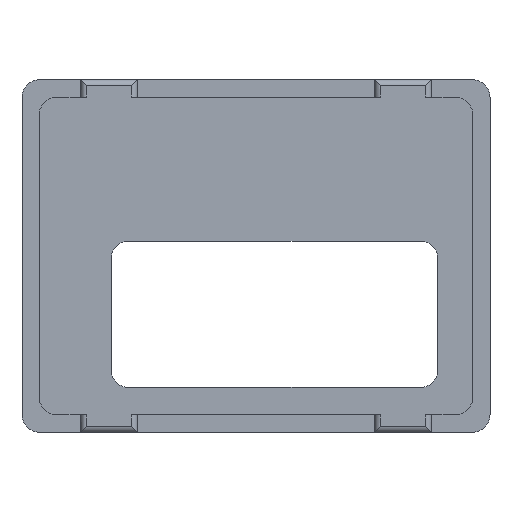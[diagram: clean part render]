
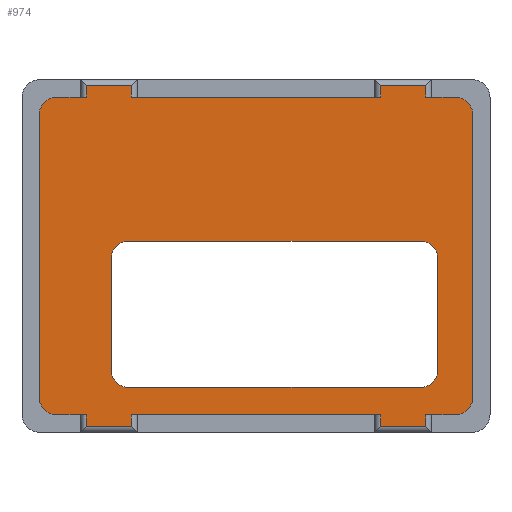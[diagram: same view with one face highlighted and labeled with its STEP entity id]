
A CAD part, top view. The second image highlights one B-rep face of the part: STEP entity #974.
In plain terms, the highlighted planar face has unit normal (0, 0, 1).
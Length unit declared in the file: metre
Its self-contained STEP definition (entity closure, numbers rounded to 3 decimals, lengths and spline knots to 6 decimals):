
#44=CIRCLE('',#1042,0.003);
#45=CIRCLE('',#1043,0.003);
#46=CIRCLE('',#1044,0.003);
#47=CIRCLE('',#1045,0.003);
#48=CIRCLE('',#1046,0.003);
#49=CIRCLE('',#1047,0.003);
#50=CIRCLE('',#1048,0.003);
#51=CIRCLE('',#1049,0.003);
#76=ORIENTED_EDGE('',*,*,#372,.T.);
#77=ORIENTED_EDGE('',*,*,#373,.T.);
#78=ORIENTED_EDGE('',*,*,#374,.T.);
#79=ORIENTED_EDGE('',*,*,#375,.T.);
#80=ORIENTED_EDGE('',*,*,#376,.T.);
#81=ORIENTED_EDGE('',*,*,#377,.T.);
#82=ORIENTED_EDGE('',*,*,#378,.T.);
#83=ORIENTED_EDGE('',*,*,#379,.T.);
#84=ORIENTED_EDGE('',*,*,#380,.T.);
#85=ORIENTED_EDGE('',*,*,#381,.T.);
#86=ORIENTED_EDGE('',*,*,#382,.T.);
#87=ORIENTED_EDGE('',*,*,#383,.T.);
#88=ORIENTED_EDGE('',*,*,#384,.F.);
#89=ORIENTED_EDGE('',*,*,#385,.T.);
#90=ORIENTED_EDGE('',*,*,#386,.T.);
#91=ORIENTED_EDGE('',*,*,#387,.T.);
#92=ORIENTED_EDGE('',*,*,#388,.F.);
#93=ORIENTED_EDGE('',*,*,#389,.T.);
#94=ORIENTED_EDGE('',*,*,#390,.T.);
#95=ORIENTED_EDGE('',*,*,#391,.T.);
#96=ORIENTED_EDGE('',*,*,#392,.F.);
#97=ORIENTED_EDGE('',*,*,#393,.T.);
#98=ORIENTED_EDGE('',*,*,#394,.F.);
#99=ORIENTED_EDGE('',*,*,#395,.T.);
#100=ORIENTED_EDGE('',*,*,#396,.F.);
#101=ORIENTED_EDGE('',*,*,#397,.T.);
#102=ORIENTED_EDGE('',*,*,#398,.T.);
#103=ORIENTED_EDGE('',*,*,#399,.T.);
#104=ORIENTED_EDGE('',*,*,#400,.T.);
#105=ORIENTED_EDGE('',*,*,#401,.T.);
#106=ORIENTED_EDGE('',*,*,#402,.F.);
#107=ORIENTED_EDGE('',*,*,#403,.T.);
#372=EDGE_CURVE('',#520,#521,#616,.T.);
#373=EDGE_CURVE('',#521,#522,#617,.T.);
#374=EDGE_CURVE('',#522,#523,#618,.T.);
#375=EDGE_CURVE('',#523,#524,#619,.F.);
#376=EDGE_CURVE('',#524,#525,#620,.T.);
#377=EDGE_CURVE('',#525,#526,#621,.T.);
#378=EDGE_CURVE('',#526,#527,#622,.T.);
#379=EDGE_CURVE('',#527,#528,#623,.F.);
#380=EDGE_CURVE('',#528,#529,#624,.T.);
#381=EDGE_CURVE('',#529,#530,#44,.F.);
#382=EDGE_CURVE('',#530,#531,#625,.T.);
#383=EDGE_CURVE('',#531,#532,#45,.F.);
#384=EDGE_CURVE('',#533,#532,#626,.T.);
#385=EDGE_CURVE('',#533,#534,#627,.T.);
#386=EDGE_CURVE('',#534,#535,#628,.F.);
#387=EDGE_CURVE('',#535,#536,#629,.F.);
#388=EDGE_CURVE('',#537,#536,#630,.T.);
#389=EDGE_CURVE('',#537,#538,#631,.T.);
#390=EDGE_CURVE('',#538,#539,#632,.F.);
#391=EDGE_CURVE('',#539,#540,#633,.F.);
#392=EDGE_CURVE('',#541,#540,#634,.T.);
#393=EDGE_CURVE('',#541,#542,#46,.F.);
#394=EDGE_CURVE('',#543,#542,#635,.T.);
#395=EDGE_CURVE('',#543,#520,#47,.F.);
#396=EDGE_CURVE('',#544,#545,#636,.T.);
#397=EDGE_CURVE('',#544,#546,#48,.T.);
#398=EDGE_CURVE('',#546,#547,#637,.T.);
#399=EDGE_CURVE('',#547,#548,#49,.T.);
#400=EDGE_CURVE('',#548,#549,#638,.T.);
#401=EDGE_CURVE('',#549,#550,#50,.T.);
#402=EDGE_CURVE('',#551,#550,#639,.T.);
#403=EDGE_CURVE('',#551,#545,#51,.T.);
#520=VERTEX_POINT('',#1436);
#521=VERTEX_POINT('',#1437);
#522=VERTEX_POINT('',#1439);
#523=VERTEX_POINT('',#1441);
#524=VERTEX_POINT('',#1443);
#525=VERTEX_POINT('',#1445);
#526=VERTEX_POINT('',#1447);
#527=VERTEX_POINT('',#1449);
#528=VERTEX_POINT('',#1451);
#529=VERTEX_POINT('',#1453);
#530=VERTEX_POINT('',#1455);
#531=VERTEX_POINT('',#1457);
#532=VERTEX_POINT('',#1459);
#533=VERTEX_POINT('',#1461);
#534=VERTEX_POINT('',#1463);
#535=VERTEX_POINT('',#1465);
#536=VERTEX_POINT('',#1467);
#537=VERTEX_POINT('',#1469);
#538=VERTEX_POINT('',#1471);
#539=VERTEX_POINT('',#1473);
#540=VERTEX_POINT('',#1475);
#541=VERTEX_POINT('',#1477);
#542=VERTEX_POINT('',#1479);
#543=VERTEX_POINT('',#1481);
#544=VERTEX_POINT('',#1484);
#545=VERTEX_POINT('',#1485);
#546=VERTEX_POINT('',#1487);
#547=VERTEX_POINT('',#1489);
#548=VERTEX_POINT('',#1491);
#549=VERTEX_POINT('',#1493);
#550=VERTEX_POINT('',#1495);
#551=VERTEX_POINT('',#1497);
#616=LINE('',#1435,#724);
#617=LINE('',#1438,#725);
#618=LINE('',#1440,#726);
#619=LINE('',#1442,#727);
#620=LINE('',#1444,#728);
#621=LINE('',#1446,#729);
#622=LINE('',#1448,#730);
#623=LINE('',#1450,#731);
#624=LINE('',#1452,#732);
#625=LINE('',#1456,#733);
#626=LINE('',#1460,#734);
#627=LINE('',#1462,#735);
#628=LINE('',#1464,#736);
#629=LINE('',#1466,#737);
#630=LINE('',#1468,#738);
#631=LINE('',#1470,#739);
#632=LINE('',#1472,#740);
#633=LINE('',#1474,#741);
#634=LINE('',#1476,#742);
#635=LINE('',#1480,#743);
#636=LINE('',#1483,#744);
#637=LINE('',#1488,#745);
#638=LINE('',#1492,#746);
#639=LINE('',#1496,#747);
#724=VECTOR('',#1139,1.);
#725=VECTOR('',#1140,1.);
#726=VECTOR('',#1141,1.);
#727=VECTOR('',#1142,1.);
#728=VECTOR('',#1143,1.);
#729=VECTOR('',#1144,1.);
#730=VECTOR('',#1145,1.);
#731=VECTOR('',#1146,1.);
#732=VECTOR('',#1147,1.);
#733=VECTOR('',#1150,1.);
#734=VECTOR('',#1153,1.);
#735=VECTOR('',#1154,1.);
#736=VECTOR('',#1155,1.);
#737=VECTOR('',#1156,1.);
#738=VECTOR('',#1157,1.);
#739=VECTOR('',#1158,1.);
#740=VECTOR('',#1159,1.);
#741=VECTOR('',#1160,1.);
#742=VECTOR('',#1161,1.);
#743=VECTOR('',#1164,1.);
#744=VECTOR('',#1167,1.);
#745=VECTOR('',#1170,1.);
#746=VECTOR('',#1173,1.);
#747=VECTOR('',#1176,1.);
#832=EDGE_LOOP('',(#76,#77,#78,#79,#80,#81,#82,#83,#84,#85,#86,#87,#88,
#89,#90,#91,#92,#93,#94,#95,#96,#97,#98,#99));
#833=EDGE_LOOP('',(#100,#101,#102,#103,#104,#105,#106,#107));
#888=FACE_BOUND('',#832,.T.);
#889=FACE_BOUND('',#833,.T.);
#944=PLANE('',#1041);
#974=ADVANCED_FACE('',(#888,#889),#944,.F.);
#1041=AXIS2_PLACEMENT_3D('',#1434,#1137,#1138);
#1042=AXIS2_PLACEMENT_3D('',#1454,#1148,#1149);
#1043=AXIS2_PLACEMENT_3D('',#1458,#1151,#1152);
#1044=AXIS2_PLACEMENT_3D('',#1478,#1162,#1163);
#1045=AXIS2_PLACEMENT_3D('',#1482,#1165,#1166);
#1046=AXIS2_PLACEMENT_3D('',#1486,#1168,#1169);
#1047=AXIS2_PLACEMENT_3D('',#1490,#1171,#1172);
#1048=AXIS2_PLACEMENT_3D('',#1494,#1174,#1175);
#1049=AXIS2_PLACEMENT_3D('',#1498,#1177,#1178);
#1137=DIRECTION('',(0.,0.,-1.));
#1138=DIRECTION('',(-1.,0.,0.));
#1139=DIRECTION('',(-1.,0.,0.));
#1140=DIRECTION('',(0.,1.,0.));
#1141=DIRECTION('',(-1.,0.,0.));
#1142=DIRECTION('',(0.,1.,0.));
#1143=DIRECTION('',(-1.,0.,0.));
#1144=DIRECTION('',(0.,1.,0.));
#1145=DIRECTION('',(-1.,0.,0.));
#1146=DIRECTION('',(0.,1.,0.));
#1147=DIRECTION('',(-1.,0.,0.));
#1148=DIRECTION('',(0.,0.,-1.));
#1149=DIRECTION('',(-1.,0.,0.));
#1150=DIRECTION('',(0.,-1.,0.));
#1151=DIRECTION('',(0.,0.,-1.));
#1152=DIRECTION('',(-1.,0.,0.));
#1153=DIRECTION('',(-1.,0.,0.));
#1154=DIRECTION('',(0.,-1.,0.));
#1155=DIRECTION('',(-1.,0.,0.));
#1156=DIRECTION('',(0.,-1.,0.));
#1157=DIRECTION('',(-1.,0.,0.));
#1158=DIRECTION('',(0.,-1.,0.));
#1159=DIRECTION('',(-1.,0.,0.));
#1160=DIRECTION('',(0.,-1.,0.));
#1161=DIRECTION('',(-1.,0.,0.));
#1162=DIRECTION('',(0.,0.,-1.));
#1163=DIRECTION('',(-1.,0.,0.));
#1164=DIRECTION('',(0.,-1.,0.));
#1165=DIRECTION('',(0.,0.,-1.));
#1166=DIRECTION('',(-1.,0.,0.));
#1167=DIRECTION('',(1.,0.,0.));
#1168=DIRECTION('',(0.,0.,-1.));
#1169=DIRECTION('',(-1.,0.,0.));
#1170=DIRECTION('',(0.,1.,0.));
#1171=DIRECTION('',(0.,0.,-1.));
#1172=DIRECTION('',(-1.,0.,0.));
#1173=DIRECTION('',(1.,0.,0.));
#1174=DIRECTION('',(0.,0.,-1.));
#1175=DIRECTION('',(-1.,0.,0.));
#1176=DIRECTION('',(0.,1.,0.));
#1177=DIRECTION('',(0.,0.,-1.));
#1178=DIRECTION('',(-1.,0.,0.));
#1434=CARTESIAN_POINT('',(0.0409,-0.0407,0.006));
#1435=CARTESIAN_POINT('',(0.074825,-0.0132,0.006));
#1436=CARTESIAN_POINT('',(0.0754,-0.0132,0.006));
#1437=CARTESIAN_POINT('',(0.07025,-0.0132,0.006));
#1438=CARTESIAN_POINT('',(0.07025,-0.0102,0.006));
#1439=CARTESIAN_POINT('',(0.07025,-0.0112,0.006));
#1440=CARTESIAN_POINT('',(0.06145,-0.0112,0.006));
#1441=CARTESIAN_POINT('',(0.06245,-0.0112,0.006));
#1442=CARTESIAN_POINT('',(0.06245,-0.0407,0.006));
#1443=CARTESIAN_POINT('',(0.06245,-0.0132,0.006));
#1444=CARTESIAN_POINT('',(0.0409,-0.0132,0.006));
#1445=CARTESIAN_POINT('',(0.01935,-0.0132,0.006));
#1446=CARTESIAN_POINT('',(0.01935,-0.0102,0.006));
#1447=CARTESIAN_POINT('',(0.01935,-0.0112,0.006));
#1448=CARTESIAN_POINT('',(0.01055,-0.0112,0.006));
#1449=CARTESIAN_POINT('',(0.01155,-0.0112,0.006));
#1450=CARTESIAN_POINT('',(0.01155,-0.0407,0.006));
#1451=CARTESIAN_POINT('',(0.01155,-0.0132,0.006));
#1452=CARTESIAN_POINT('',(0.006975,-0.0132,0.006));
#1453=CARTESIAN_POINT('',(0.0064,-0.0132,0.006));
#1454=CARTESIAN_POINT('',(0.0064,-0.0162,0.006));
#1455=CARTESIAN_POINT('',(0.0034,-0.0162,0.006));
#1456=CARTESIAN_POINT('',(0.0034,-0.0407,0.006));
#1457=CARTESIAN_POINT('',(0.0034,-0.0652,0.006));
#1458=CARTESIAN_POINT('',(0.0064,-0.0652,0.006));
#1459=CARTESIAN_POINT('',(0.0064,-0.0682,0.006));
#1460=CARTESIAN_POINT('',(0.006975,-0.0682,0.006));
#1461=CARTESIAN_POINT('',(0.01155,-0.0682,0.006));
#1462=CARTESIAN_POINT('',(0.01155,-0.0712,0.006));
#1463=CARTESIAN_POINT('',(0.01155,-0.0702,0.006));
#1464=CARTESIAN_POINT('',(0.0409,-0.0702,0.006));
#1465=CARTESIAN_POINT('',(0.01935,-0.0702,0.006));
#1466=CARTESIAN_POINT('',(0.01935,-0.0407,0.006));
#1467=CARTESIAN_POINT('',(0.01935,-0.0682,0.006));
#1468=CARTESIAN_POINT('',(0.0409,-0.0682,0.006));
#1469=CARTESIAN_POINT('',(0.06245,-0.0682,0.006));
#1470=CARTESIAN_POINT('',(0.06245,-0.0712,0.006));
#1471=CARTESIAN_POINT('',(0.06245,-0.0702,0.006));
#1472=CARTESIAN_POINT('',(0.0409,-0.0702,0.006));
#1473=CARTESIAN_POINT('',(0.07025,-0.0702,0.006));
#1474=CARTESIAN_POINT('',(0.07025,-0.0407,0.006));
#1475=CARTESIAN_POINT('',(0.07025,-0.0682,0.006));
#1476=CARTESIAN_POINT('',(0.074825,-0.0682,0.006));
#1477=CARTESIAN_POINT('',(0.0754,-0.0682,0.006));
#1478=CARTESIAN_POINT('',(0.0754,-0.0652,0.006));
#1479=CARTESIAN_POINT('',(0.0784,-0.0652,0.006));
#1480=CARTESIAN_POINT('',(0.0784,-0.0407,0.006));
#1481=CARTESIAN_POINT('',(0.0784,-0.0162,0.006));
#1482=CARTESIAN_POINT('',(0.0754,-0.0162,0.006));
#1483=CARTESIAN_POINT('',(0.0409,-0.063449,0.006));
#1484=CARTESIAN_POINT('',(0.018833,-0.063449,0.006));
#1485=CARTESIAN_POINT('',(0.069352,-0.063449,0.006));
#1486=CARTESIAN_POINT('',(0.018833,-0.060449,0.006));
#1487=CARTESIAN_POINT('',(0.015833,-0.060449,0.006));
#1488=CARTESIAN_POINT('',(0.015833,-0.0407,0.006));
#1489=CARTESIAN_POINT('',(0.015833,-0.041116,0.006));
#1490=CARTESIAN_POINT('',(0.018833,-0.041116,0.006));
#1491=CARTESIAN_POINT('',(0.018833,-0.038116,0.006));
#1492=CARTESIAN_POINT('',(0.0409,-0.038116,0.006));
#1493=CARTESIAN_POINT('',(0.069352,-0.038116,0.006));
#1494=CARTESIAN_POINT('',(0.069352,-0.041116,0.006));
#1495=CARTESIAN_POINT('',(0.072352,-0.041116,0.006));
#1496=CARTESIAN_POINT('',(0.072352,-0.0407,0.006));
#1497=CARTESIAN_POINT('',(0.072352,-0.060449,0.006));
#1498=CARTESIAN_POINT('',(0.069352,-0.060449,0.006));
